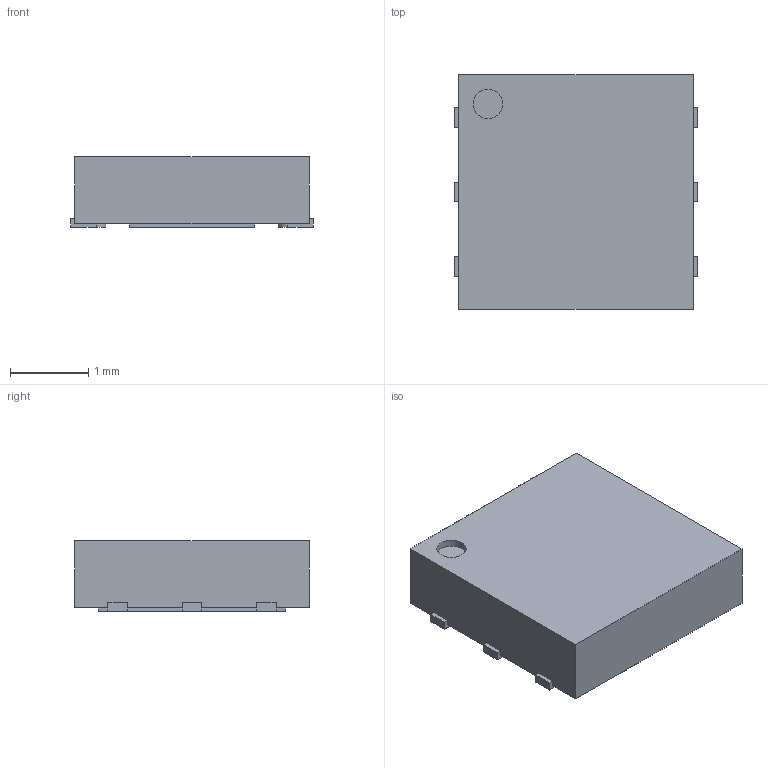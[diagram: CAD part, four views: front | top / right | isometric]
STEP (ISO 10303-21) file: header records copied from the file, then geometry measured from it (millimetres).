
FILE_DESCRIPTION(('FreeCAD Model'),'2;1');
FILE_NAME('1620060.2.1.stp','2019-05-12T08:47:22',( 'Author'),(''),'Open CASCADE STEP processor 6.8','FreeCAD','Unknown' );
FILE_SCHEMA(('AUTOMOTIVE_DESIGN_CC2 { 1 2 10303 214 -1 1 5 4 }'));
Length unit declared in the file: millimetre
Products named in the file (4): ASSEMBLY; Body; ThermalPin; PinsArrayLR
Assembly tree (3 placements, depth 2):
  ASSEMBLY
    Body
    ThermalPin
    PinsArrayLR
Bounding box: 3.1 x 3 x 0.9 mm (x, y, z)
Volume: 8.1 mm3; surface area: 39 mm2
Topology: 8 solids, 8 shells, 50 faces, 99 edges, 66 vertices
Faces by surface type: plane 43, cylinder 7
Full cylindrical faces by diameter (mm): 0.375 x1
Entity records: 2709 total; most frequent: CARTESIAN_POINT 453, DIRECTION 413, LINE 269, VECTOR 269, ORIENTED_EDGE 198, PCURVE 198, DEFINITIONAL_REPRESENTATION 198, EDGE_CURVE 99
